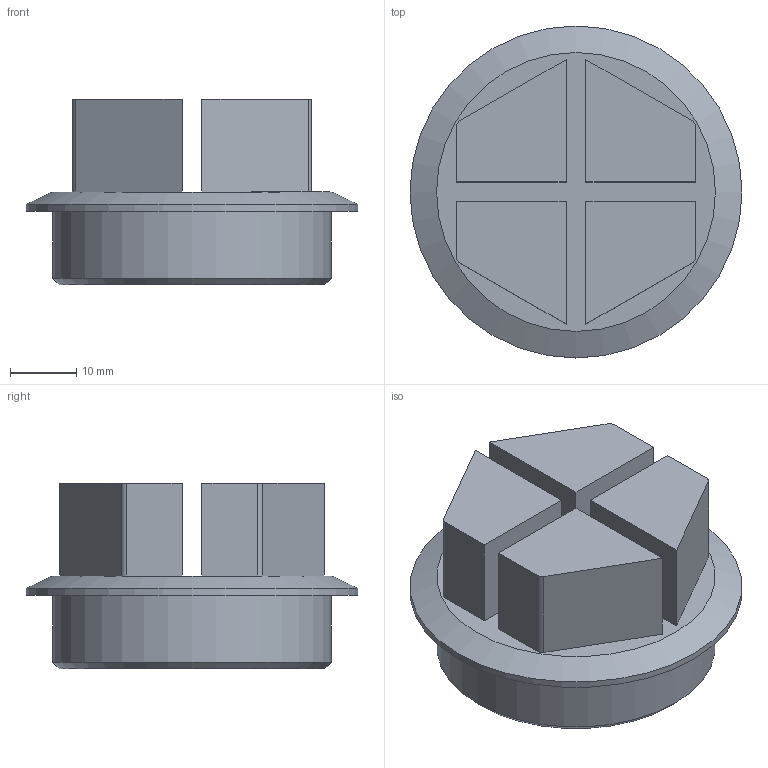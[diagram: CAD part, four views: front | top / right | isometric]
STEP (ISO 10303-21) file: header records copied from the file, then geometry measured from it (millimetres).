
FILE_DESCRIPTION( ( 'Unknown' ), '1' );
FILE_NAME( '7370901.stp', 'Unknown', ( 'Unknown' ), ( 'Unknown' ), 'PSStep 14.0', 'Unknown', ' ' );
FILE_SCHEMA( ( 'AUTOMOTIVE_DESIGN { 1 0 10303 214 1 1 1 1 }' ) );
Length unit declared in the file: millimetre
Products named in the file (1): 1
Bounding box: 50 x 50 x 28 mm (x, y, z)
Volume: 25621.9 mm3; surface area: 10416.5 mm2
Topology: 1 solids, 1 shells, 33 faces, 74 edges, 48 vertices
Faces by surface type: plane 23, cylinder 7, cone 3
Full cylindrical faces by diameter (mm): 26 x1, 42 x1, 50 x1
Entity records: 1162 total; most frequent: DIRECTION 152, CARTESIAN_POINT 150, ORIENTED_EDGE 136, EDGE_CURVE 68, LINE 52, VECTOR 52, AXIS2_PLACEMENT_3D 50, VERTEX_POINT 48
